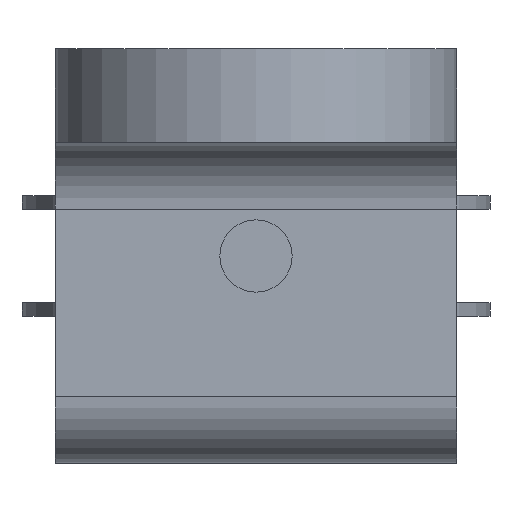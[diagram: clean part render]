
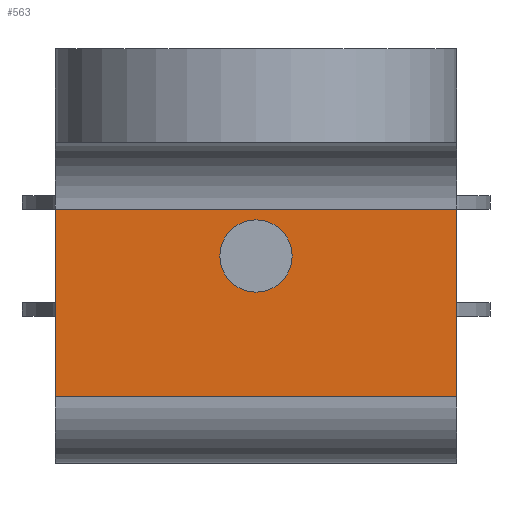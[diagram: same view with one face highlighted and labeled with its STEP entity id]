
A CAD part, left-side view. The second image highlights one B-rep face of the part: STEP entity #563.
In plain terms, the highlighted planar face has unit normal (-1, 0, 0).
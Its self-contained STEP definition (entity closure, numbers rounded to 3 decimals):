
#75 = ORIENTED_EDGE ( 'NONE', *, *, #3174, .T. ) ;
#88 = VECTOR ( 'NONE', #2703, 1000. ) ;
#277 = LINE ( 'NONE', #1608, #3428 ) ;
#295 = AXIS2_PLACEMENT_3D ( 'NONE', #3501, #3233, #3465 ) ;
#325 = LINE ( 'NONE', #1763, #1311 ) ;
#368 = VERTEX_POINT ( 'NONE', #1680 ) ;
#428 = ORIENTED_EDGE ( 'NONE', *, *, #2046, .T. ) ;
#563 = ADVANCED_FACE ( 'NONE', ( #2358, #952 ), #1202, .F. ) ;
#725 = LINE ( 'NONE', #1845, #88 ) ;
#828 = CIRCLE ( 'NONE', #295, 2.7 ) ;
#860 = DIRECTION ( 'NONE',  ( 1., 0., 0. ) ) ;
#874 = EDGE_CURVE ( 'NONE', #3001, #966, #1972, .T. ) ;
#952 = FACE_OUTER_BOUND ( 'NONE', #1331, .T. ) ;
#966 = VERTEX_POINT ( 'NONE', #2287 ) ;
#1146 = CARTESIAN_POINT ( 'NONE',  ( -110., -15., 15.5 ) ) ;
#1202 = PLANE ( 'NONE',  #2173 ) ;
#1259 = EDGE_CURVE ( 'NONE', #2630, #966, #725, .T. ) ;
#1311 = VECTOR ( 'NONE', #1745, 1000. ) ;
#1331 = EDGE_LOOP ( 'NONE', ( #1448, #75, #1513, #3353 ) ) ;
#1346 = VERTEX_POINT ( 'NONE', #2519 ) ;
#1364 = CARTESIAN_POINT ( 'NONE',  ( -110., -15., 3.5 ) ) ;
#1442 = ORIENTED_EDGE ( 'NONE', *, *, #2239, .T. ) ;
#1448 = ORIENTED_EDGE ( 'NONE', *, *, #874, .F. ) ;
#1513 = ORIENTED_EDGE ( 'NONE', *, *, #2504, .T. ) ;
#1519 = DIRECTION ( 'NONE',  ( 1., 0., 0. ) ) ;
#1608 = CARTESIAN_POINT ( 'NONE',  ( -110., 15., 15.5 ) ) ;
#1680 = CARTESIAN_POINT ( 'NONE',  ( -110., 15., 3.5 ) ) ;
#1718 = VECTOR ( 'NONE', #1950, 1000. ) ;
#1745 = DIRECTION ( 'NONE',  ( 0., 1., 0. ) ) ;
#1763 = CARTESIAN_POINT ( 'NONE',  ( -110., 15., 3.5 ) ) ;
#1764 = AXIS2_PLACEMENT_3D ( 'NONE', #3116, #860, #3150 ) ;
#1775 = EDGE_LOOP ( 'NONE', ( #428, #1442 ) ) ;
#1845 = CARTESIAN_POINT ( 'NONE',  ( -110., 15., -10.5 ) ) ;
#1950 = DIRECTION ( 'NONE',  ( 0., 0., -1. ) ) ;
#1972 = LINE ( 'NONE', #1146, #1718 ) ;
#2046 = EDGE_CURVE ( 'NONE', #3367, #1346, #3597, .T. ) ;
#2173 = AXIS2_PLACEMENT_3D ( 'NONE', #2883, #1519, #2341 ) ;
#2239 = EDGE_CURVE ( 'NONE', #1346, #3367, #828, .T. ) ;
#2287 = CARTESIAN_POINT ( 'NONE',  ( -110., -15., -10.5 ) ) ;
#2341 = DIRECTION ( 'NONE',  ( 0., 0., -1. ) ) ;
#2358 = FACE_BOUND ( 'NONE', #1775, .T. ) ;
#2504 = EDGE_CURVE ( 'NONE', #368, #2630, #277, .T. ) ;
#2519 = CARTESIAN_POINT ( 'NONE',  ( -110., 0., 2.7 ) ) ;
#2520 = DIRECTION ( 'NONE',  ( 0., 0., -1. ) ) ;
#2630 = VERTEX_POINT ( 'NONE', #3396 ) ;
#2703 = DIRECTION ( 'NONE',  ( 0., -1., 0. ) ) ;
#2883 = CARTESIAN_POINT ( 'NONE',  ( -110., 15., 15.5 ) ) ;
#3001 = VERTEX_POINT ( 'NONE', #1364 ) ;
#3116 = CARTESIAN_POINT ( 'NONE',  ( -110., 0., 0. ) ) ;
#3150 = DIRECTION ( 'NONE',  ( 0., 0., -1. ) ) ;
#3174 = EDGE_CURVE ( 'NONE', #3001, #368, #325, .T. ) ;
#3233 = DIRECTION ( 'NONE',  ( 1., 0., 0. ) ) ;
#3353 = ORIENTED_EDGE ( 'NONE', *, *, #1259, .T. ) ;
#3367 = VERTEX_POINT ( 'NONE', #3525 ) ;
#3396 = CARTESIAN_POINT ( 'NONE',  ( -110., 15., -10.5 ) ) ;
#3428 = VECTOR ( 'NONE', #2520, 1000. ) ;
#3465 = DIRECTION ( 'NONE',  ( 0., 0., -1. ) ) ;
#3501 = CARTESIAN_POINT ( 'NONE',  ( -110., 0., 0. ) ) ;
#3525 = CARTESIAN_POINT ( 'NONE',  ( -110., 0., -2.7 ) ) ;
#3597 = CIRCLE ( 'NONE', #1764, 2.7 ) ;
